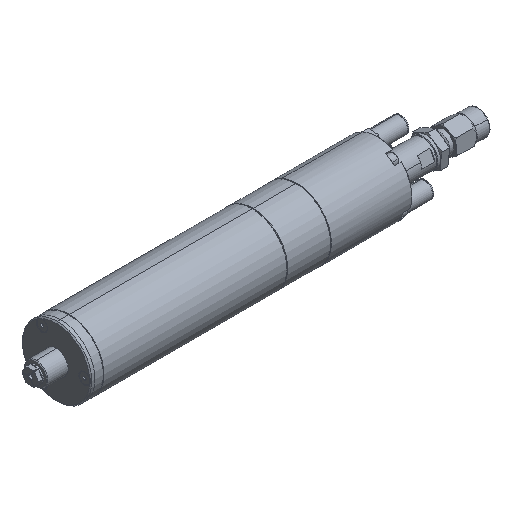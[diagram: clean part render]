
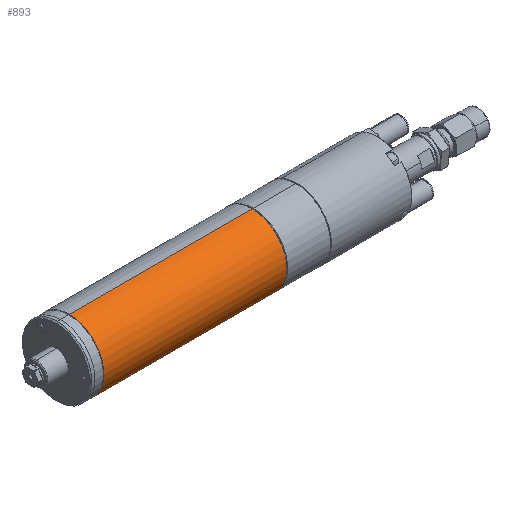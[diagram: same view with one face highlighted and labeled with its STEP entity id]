
A CAD part, isometric view. The second image highlights one B-rep face of the part: STEP entity #893.
In plain terms, the highlighted cylindrical face has radius 16.5 mm (diameter 33 mm), a partial arc.
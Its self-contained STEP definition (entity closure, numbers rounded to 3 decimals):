
#893 = ADVANCED_FACE ( 'NONE', ( #7762 ), #7764, .T. ) ;
#2043 = VERTEX_POINT ( 'NONE', #5827 ) ;
#2192 = VERTEX_POINT ( 'NONE', #6363 ) ;
#2231 = VERTEX_POINT ( 'NONE', #5659 ) ;
#2269 = VERTEX_POINT ( 'NONE', #6495 ) ;
#2652 = EDGE_LOOP ( 'NONE', ( #3368, #3328, #3395, #3324 ) ) ;
#3324 = ORIENTED_EDGE ( 'NONE', *, *, #10326, .F. ) ;
#3328 = ORIENTED_EDGE ( 'NONE', *, *, #10404, .T. ) ;
#3368 = ORIENTED_EDGE ( 'NONE', *, *, #10512, .F. ) ;
#3395 = ORIENTED_EDGE ( 'NONE', *, *, #10402, .T. ) ;
#5659 = CARTESIAN_POINT ( 'NONE',  ( 16., 0., -16.5 ) ) ;
#5827 = CARTESIAN_POINT ( 'NONE',  ( 16., 0., 16.5 ) ) ;
#6363 = CARTESIAN_POINT ( 'NONE',  ( 103., 0., -16.5 ) ) ;
#6495 = CARTESIAN_POINT ( 'NONE',  ( 103., 0., 16.5 ) ) ;
#6924 = CARTESIAN_POINT ( 'NONE',  ( 16., 0., 0. ) ) ;
#6925 = DIRECTION ( 'NONE',  ( -1., 0., 0. ) ) ;
#6933 = DIRECTION ( 'NONE',  ( 0., 0., 1. ) ) ;
#7762 = FACE_OUTER_BOUND ( 'NONE', #2652, .T. ) ;
#7764 = CYLINDRICAL_SURFACE ( 'NONE', #12083, 16.5 ) ;
#8122 = CIRCLE ( 'NONE', #12193, 16.5 ) ;
#8133 = CIRCLE ( 'NONE', #12220, 16.5 ) ;
#8191 = LINE ( 'NONE', #9407, #8192 ) ;
#8192 = VECTOR ( 'NONE', #9405, 1000. ) ;
#8264 = VECTOR ( 'NONE', #9634, 1000. ) ;
#8267 = LINE ( 'NONE', #9196, #8264 ) ;
#8986 = DIRECTION ( 'NONE',  ( -1., 0., 0. ) ) ;
#9060 = DIRECTION ( 'NONE',  ( -1., 0., 0. ) ) ;
#9097 = DIRECTION ( 'NONE',  ( 0., 0., 1. ) ) ;
#9196 = CARTESIAN_POINT ( 'NONE',  ( 16., 0., -16.5 ) ) ;
#9245 = CARTESIAN_POINT ( 'NONE',  ( 103., 0., 0. ) ) ;
#9283 = DIRECTION ( 'NONE',  ( 0., 0., 1. ) ) ;
#9405 = DIRECTION ( 'NONE',  ( -1., 0., 0. ) ) ;
#9407 = CARTESIAN_POINT ( 'NONE',  ( 16., 0., 16.5 ) ) ;
#9519 = CARTESIAN_POINT ( 'NONE',  ( 16., 0., 0. ) ) ;
#9634 = DIRECTION ( 'NONE',  ( -1., 0., 0. ) ) ;
#10326 = EDGE_CURVE ( 'NONE', #2231, #2043, #8122, .T. ) ;
#10402 = EDGE_CURVE ( 'NONE', #2269, #2043, #8191, .T. ) ;
#10404 = EDGE_CURVE ( 'NONE', #2192, #2269, #8133, .T. ) ;
#10512 = EDGE_CURVE ( 'NONE', #2192, #2231, #8267, .T. ) ;
#12083 = AXIS2_PLACEMENT_3D ( 'NONE', #6924, #6925, #6933 ) ;
#12193 = AXIS2_PLACEMENT_3D ( 'NONE', #9519, #9060, #9097 ) ;
#12220 = AXIS2_PLACEMENT_3D ( 'NONE', #9245, #8986, #9283 ) ;
